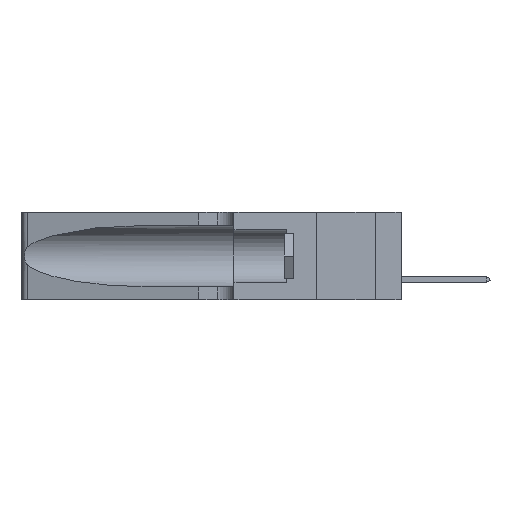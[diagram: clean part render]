
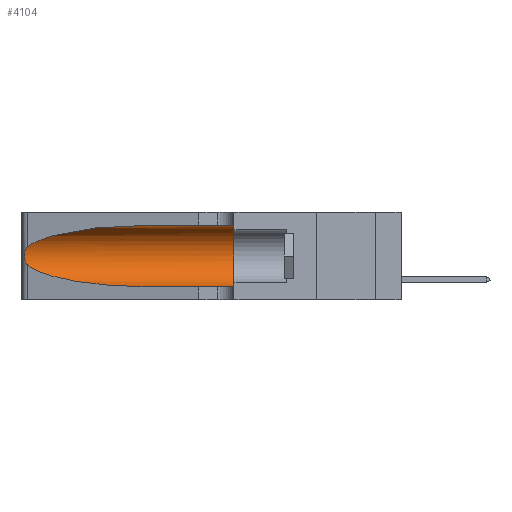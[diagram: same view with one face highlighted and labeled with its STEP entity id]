
A CAD part, left-side view. The second image highlights one B-rep face of the part: STEP entity #4104.
In plain terms, the highlighted cylindrical face has radius 3.308 mm (diameter 6.617 mm), a partial arc.
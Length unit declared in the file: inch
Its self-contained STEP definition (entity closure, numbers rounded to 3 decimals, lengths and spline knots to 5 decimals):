
#126 = FACE_OUTER_BOUND ( 'NONE', #19981, .T. ) ;
#1107 = CARTESIAN_POINT ( 'NONE',  ( 0.1305, 0.35, 0.31525 ) ) ;
#1757 = EDGE_CURVE ( 'NONE', #19774, #5920, #15430, .T. ) ;
#1830 = CARTESIAN_POINT ( 'NONE',  ( 0.25487, 1.22718, 0.22369 ) ) ;
#2127 = CARTESIAN_POINT ( 'NONE',  ( 0.25856, 1.23593, 0.16098 ) ) ;
#2406 = DIRECTION ( 'NONE',  ( 0., -1., 0. ) ) ;
#2768 = LINE ( 'NONE', #12562, #17733 ) ;
#3116 = EDGE_CURVE ( 'NONE', #19774, #10265, #3391, .T. ) ;
#3391 =( BOUNDED_CURVE ( )  B_SPLINE_CURVE ( 3, ( #18983, #15880, #15674, #1830 ),
 .UNSPECIFIED., .F., .F. ) 
 B_SPLINE_CURVE_WITH_KNOTS ( ( 4, 4 ),
 ( 1.5708, 2.84003 ),
 .UNSPECIFIED. ) 
 CURVE ( )  GEOMETRIC_REPRESENTATION_ITEM ( )  RATIONAL_B_SPLINE_CURVE ( ( 1., 0.87, 0.87, 1. ) ) 
 REPRESENTATION_ITEM ( '' )  );
#3526 = CARTESIAN_POINT ( 'NONE',  ( 0.26075, 1.23896, 0.19203 ) ) ;
#3673 = CARTESIAN_POINT ( 'NONE',  ( 0.26075, 1.23896, 0.178 ) ) ;
#4022 = CIRCLE ( 'NONE', #8067, 0.13025 ) ;
#4104 = ADVANCED_FACE ( 'NONE', ( #126 ), #7509, .F. ) ;
#5105 = CARTESIAN_POINT ( 'NONE',  ( 0.25854, 1.2359, 0.20912 ) ) ;
#5235 = CARTESIAN_POINT ( 'NONE',  ( 0.25789, 1.23486, 0.15765 ) ) ;
#5311 = CARTESIAN_POINT ( 'NONE',  ( 0.25639, 1.23186, 0.15144 ) ) ;
#5445 = CARTESIAN_POINT ( 'NONE',  ( 0.1305, 1.61858, 0.185 ) ) ;
#5489 = VERTEX_POINT ( 'NONE', #18699 ) ;
#5651 = DIRECTION ( 'NONE',  ( 0., 0., -1. ) ) ;
#5920 = VERTEX_POINT ( 'NONE', #1107 ) ;
#5991 = CARTESIAN_POINT ( 'NONE',  ( 0.1305, 0.72297, 0.31525 ) ) ;
#6289 = CARTESIAN_POINT ( 'NONE',  ( 0.1305, 0.35, 0.05475 ) ) ;
#6391 = VECTOR ( 'NONE', #7185, 39.37008 ) ;
#6440 = DIRECTION ( 'NONE',  ( 0., -1., 0. ) ) ;
#6813 = CARTESIAN_POINT ( 'NONE',  ( 0.25555, 1.22993, 0.14849 ) ) ;
#6862 = EDGE_CURVE ( 'NONE', #5920, #9399, #4022, .T. ) ;
#7114 = CARTESIAN_POINT ( 'NONE',  ( 0.1305, 0.35, 0.185 ) ) ;
#7185 = DIRECTION ( 'NONE',  ( 0., -1., 0. ) ) ;
#7304 = EDGE_CURVE ( 'NONE', #5489, #9399, #2768, .T. ) ;
#7509 = CYLINDRICAL_SURFACE ( 'NONE', #17240, 0.13025 ) ;
#8067 = AXIS2_PLACEMENT_3D ( 'NONE', #7114, #16633, #15033 ) ;
#8174 = CARTESIAN_POINT ( 'NONE',  ( 0.25487, 1.22718, 0.14631 ) ) ;
#8203 = ORIENTED_EDGE ( 'NONE', *, *, #7304, .T. ) ;
#8653 = CARTESIAN_POINT ( 'NONE',  ( 0.18966, 0.96281, 0.05475 ) ) ;
#9093 = ORIENTED_EDGE ( 'NONE', *, *, #3116, .T. ) ;
#9246 = ORIENTED_EDGE ( 'NONE', *, *, #1757, .F. ) ;
#9399 = VERTEX_POINT ( 'NONE', #6289 ) ;
#9887 = ORIENTED_EDGE ( 'NONE', *, *, #6862, .F. ) ;
#10265 = VERTEX_POINT ( 'NONE', #11052 ) ;
#11052 = CARTESIAN_POINT ( 'NONE',  ( 0.25487, 1.22718, 0.22369 ) ) ;
#11310 = CARTESIAN_POINT ( 'NONE',  ( 0.26018, 1.23835, 0.19895 ) ) ;
#11513 = CARTESIAN_POINT ( 'NONE',  ( 0.25487, 1.22718, 0.22369 ) ) ;
#12125 = ORIENTED_EDGE ( 'NONE', *, *, #19352, .T. ) ;
#12562 = CARTESIAN_POINT ( 'NONE',  ( 0.1305, 1.61858, 0.05475 ) ) ;
#12802 = CARTESIAN_POINT ( 'NONE',  ( 0.25555, 1.22994, 0.2215 ) ) ;
#14391 = CARTESIAN_POINT ( 'NONE',  ( 0.26017, 1.23833, 0.17102 ) ) ;
#14586 = CARTESIAN_POINT ( 'NONE',  ( 0.25639, 1.23184, 0.21858 ) ) ;
#14715 = CARTESIAN_POINT ( 'NONE',  ( 0.25487, 1.22718, 0.14631 ) ) ;
#14918 = B_SPLINE_CURVE_WITH_KNOTS ( 'NONE', 3,
 ( #11513, #12802, #14586, #16052, #5105, #11310, #3526, #3673, #14391, #2127, #5235, #5311, #6813, #8174 ),
 .UNSPECIFIED., .F., .F.,
 ( 4, 2, 2, 2, 2, 2, 4 ),
 ( 0., 0.00027, 0.00053, 0.00107, 0.0016, 0.00187, 0.00214 ),
 .UNSPECIFIED. ) ;
#15033 = DIRECTION ( 'NONE',  ( 0., 0., 1. ) ) ;
#15367 = CARTESIAN_POINT ( 'NONE',  ( 0.25487, 1.22718, 0.14631 ) ) ;
#15430 = LINE ( 'NONE', #19456, #6391 ) ;
#15674 = CARTESIAN_POINT ( 'NONE',  ( 0.2373, 1.15595, 0.28018 ) ) ;
#15880 = CARTESIAN_POINT ( 'NONE',  ( 0.18966, 0.96281, 0.31525 ) ) ;
#16052 = CARTESIAN_POINT ( 'NONE',  ( 0.25787, 1.23484, 0.2124 ) ) ;
#16633 = DIRECTION ( 'NONE',  ( 0., 1., 0. ) ) ;
#17240 = AXIS2_PLACEMENT_3D ( 'NONE', #5445, #2406, #5651 ) ;
#17733 = VECTOR ( 'NONE', #6440, 39.37008 ) ;
#17839 = CARTESIAN_POINT ( 'NONE',  ( 0.1305, 0.72297, 0.05475 ) ) ;
#18699 = CARTESIAN_POINT ( 'NONE',  ( 0.1305, 0.72297, 0.05475 ) ) ;
#18983 = CARTESIAN_POINT ( 'NONE',  ( 0.1305, 0.72297, 0.31525 ) ) ;
#19277 = ORIENTED_EDGE ( 'NONE', *, *, #19323, .T. ) ;
#19323 = EDGE_CURVE ( 'NONE', #10265, #20244, #14918, .T. ) ;
#19352 = EDGE_CURVE ( 'NONE', #20244, #5489, #19849, .T. ) ;
#19415 = CARTESIAN_POINT ( 'NONE',  ( 0.2373, 1.15595, 0.08982 ) ) ;
#19456 = CARTESIAN_POINT ( 'NONE',  ( 0.1305, 1.61858, 0.31525 ) ) ;
#19774 = VERTEX_POINT ( 'NONE', #5991 ) ;
#19849 =( BOUNDED_CURVE ( )  B_SPLINE_CURVE ( 3, ( #14715, #19415, #8653, #17839 ),
 .UNSPECIFIED., .F., .T. ) 
 B_SPLINE_CURVE_WITH_KNOTS ( ( 4, 4 ),
 ( 3.44316, 4.71239 ),
 .UNSPECIFIED. ) 
 CURVE ( )  GEOMETRIC_REPRESENTATION_ITEM ( )  RATIONAL_B_SPLINE_CURVE ( ( 1., 0.87, 0.87, 1. ) ) 
 REPRESENTATION_ITEM ( '' )  );
#19981 = EDGE_LOOP ( 'NONE', ( #9093, #19277, #12125, #8203, #9887, #9246 ) ) ;
#20244 = VERTEX_POINT ( 'NONE', #15367 ) ;
